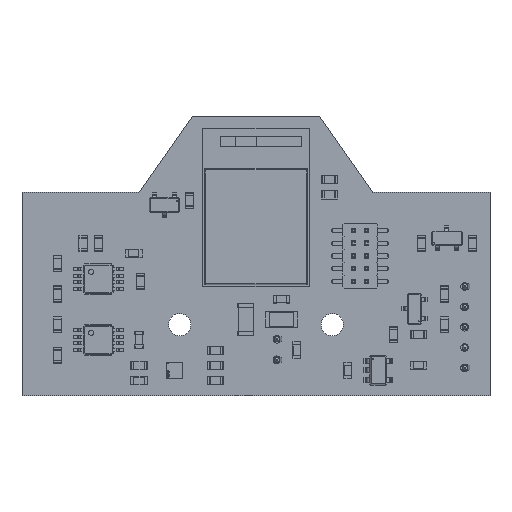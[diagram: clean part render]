
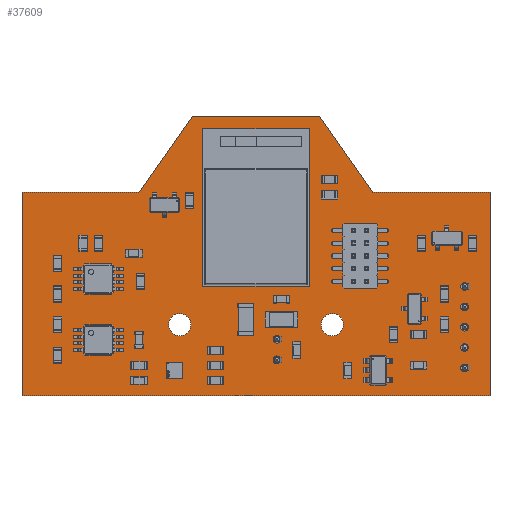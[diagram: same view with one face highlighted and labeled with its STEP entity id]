
A CAD part, top view. The second image highlights one B-rep face of the part: STEP entity #37609.
In plain terms, the highlighted planar face has unit normal (0, 0, 1).
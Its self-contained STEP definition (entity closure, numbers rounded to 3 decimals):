
#37366 = VERTEX_POINT('',#37367);
#37367 = CARTESIAN_POINT('',(34.5,20.,1.516));
#37373 = EDGE_CURVE('',#37366,#37374,#37376,.T.);
#37374 = VERTEX_POINT('',#37375);
#37375 = CARTESIAN_POINT('',(46.,20.,1.516));
#37376 = LINE('',#37377,#37378);
#37377 = CARTESIAN_POINT('',(34.5,20.,1.516));
#37378 = VECTOR('',#37379,1.);
#37379 = DIRECTION('',(1.,0.,0.));
#37406 = VERTEX_POINT('',#37407);
#37407 = CARTESIAN_POINT('',(29.25,27.5,1.516));
#37413 = EDGE_CURVE('',#37406,#37366,#37414,.T.);
#37414 = LINE('',#37415,#37416);
#37415 = CARTESIAN_POINT('',(29.25,27.5,1.516));
#37416 = VECTOR('',#37417,1.);
#37417 = DIRECTION('',(0.573,-0.819,0.));
#37435 = EDGE_CURVE('',#37374,#37436,#37438,.T.);
#37436 = VERTEX_POINT('',#37437);
#37437 = CARTESIAN_POINT('',(46.,0.,1.516));
#37438 = LINE('',#37439,#37440);
#37439 = CARTESIAN_POINT('',(46.,20.,1.516));
#37440 = VECTOR('',#37441,1.);
#37441 = DIRECTION('',(0.,-1.,0.));
#37609 = ADVANCED_FACE('',(#37610,#37653,#37664,#37675,#37686,#37697,
    #37708,#37719,#37730,#37741),#37752,.T.);
#37610 = FACE_BOUND('',#37611,.T.);
#37611 = EDGE_LOOP('',(#37612,#37613,#37614,#37622,#37630,#37638,#37646,
    #37652));
#37612 = ORIENTED_EDGE('',*,*,#37373,.F.);
#37613 = ORIENTED_EDGE('',*,*,#37413,.F.);
#37614 = ORIENTED_EDGE('',*,*,#37615,.F.);
#37615 = EDGE_CURVE('',#37616,#37406,#37618,.T.);
#37616 = VERTEX_POINT('',#37617);
#37617 = CARTESIAN_POINT('',(16.75,27.5,1.516));
#37618 = LINE('',#37619,#37620);
#37619 = CARTESIAN_POINT('',(16.75,27.5,1.516));
#37620 = VECTOR('',#37621,1.);
#37621 = DIRECTION('',(1.,0.,0.));
#37622 = ORIENTED_EDGE('',*,*,#37623,.F.);
#37623 = EDGE_CURVE('',#37624,#37616,#37626,.T.);
#37624 = VERTEX_POINT('',#37625);
#37625 = CARTESIAN_POINT('',(11.5,20.,1.516));
#37626 = LINE('',#37627,#37628);
#37627 = CARTESIAN_POINT('',(11.5,20.,1.516));
#37628 = VECTOR('',#37629,1.);
#37629 = DIRECTION('',(0.573,0.819,0.));
#37630 = ORIENTED_EDGE('',*,*,#37631,.F.);
#37631 = EDGE_CURVE('',#37632,#37624,#37634,.T.);
#37632 = VERTEX_POINT('',#37633);
#37633 = CARTESIAN_POINT('',(0.,20.,1.516));
#37634 = LINE('',#37635,#37636);
#37635 = CARTESIAN_POINT('',(0.,20.,1.516));
#37636 = VECTOR('',#37637,1.);
#37637 = DIRECTION('',(1.,0.,0.));
#37638 = ORIENTED_EDGE('',*,*,#37639,.F.);
#37639 = EDGE_CURVE('',#37640,#37632,#37642,.T.);
#37640 = VERTEX_POINT('',#37641);
#37641 = CARTESIAN_POINT('',(0.,0.,1.516));
#37642 = LINE('',#37643,#37644);
#37643 = CARTESIAN_POINT('',(0.,0.,1.516));
#37644 = VECTOR('',#37645,1.);
#37645 = DIRECTION('',(0.,1.,0.));
#37646 = ORIENTED_EDGE('',*,*,#37647,.F.);
#37647 = EDGE_CURVE('',#37436,#37640,#37648,.T.);
#37648 = LINE('',#37649,#37650);
#37649 = CARTESIAN_POINT('',(46.,0.,1.516));
#37650 = VECTOR('',#37651,1.);
#37651 = DIRECTION('',(-1.,0.,0.));
#37652 = ORIENTED_EDGE('',*,*,#37435,.F.);
#37653 = FACE_BOUND('',#37654,.T.);
#37654 = EDGE_LOOP('',(#37655));
#37655 = ORIENTED_EDGE('',*,*,#37656,.T.);
#37656 = EDGE_CURVE('',#37657,#37657,#37659,.T.);
#37657 = VERTEX_POINT('',#37658);
#37658 = CARTESIAN_POINT('',(25.05,3.175,1.516));
#37659 = CIRCLE('',#37660,0.375);
#37660 = AXIS2_PLACEMENT_3D('',#37661,#37662,#37663);
#37661 = CARTESIAN_POINT('',(25.05,3.55,1.516));
#37662 = DIRECTION('',(-0.,0.,-1.));
#37663 = DIRECTION('',(-0.,-1.,0.));
#37664 = FACE_BOUND('',#37665,.T.);
#37665 = EDGE_LOOP('',(#37666));
#37666 = ORIENTED_EDGE('',*,*,#37667,.T.);
#37667 = EDGE_CURVE('',#37668,#37668,#37670,.T.);
#37668 = VERTEX_POINT('',#37669);
#37669 = CARTESIAN_POINT('',(25.05,5.175,1.516));
#37670 = CIRCLE('',#37671,0.375);
#37671 = AXIS2_PLACEMENT_3D('',#37672,#37673,#37674);
#37672 = CARTESIAN_POINT('',(25.05,5.55,1.516));
#37673 = DIRECTION('',(-0.,0.,-1.));
#37674 = DIRECTION('',(-0.,-1.,0.));
#37675 = FACE_BOUND('',#37676,.T.);
#37676 = EDGE_LOOP('',(#37677));
#37677 = ORIENTED_EDGE('',*,*,#37678,.T.);
#37678 = EDGE_CURVE('',#37679,#37679,#37681,.T.);
#37679 = VERTEX_POINT('',#37680);
#37680 = CARTESIAN_POINT('',(43.5,2.375,1.516));
#37681 = CIRCLE('',#37682,0.375);
#37682 = AXIS2_PLACEMENT_3D('',#37683,#37684,#37685);
#37683 = CARTESIAN_POINT('',(43.5,2.75,1.516));
#37684 = DIRECTION('',(-0.,0.,-1.));
#37685 = DIRECTION('',(-0.,-1.,0.));
#37686 = FACE_BOUND('',#37687,.T.);
#37687 = EDGE_LOOP('',(#37688));
#37688 = ORIENTED_EDGE('',*,*,#37689,.T.);
#37689 = EDGE_CURVE('',#37690,#37690,#37692,.T.);
#37690 = VERTEX_POINT('',#37691);
#37691 = CARTESIAN_POINT('',(43.5,4.375,1.516));
#37692 = CIRCLE('',#37693,0.375);
#37693 = AXIS2_PLACEMENT_3D('',#37694,#37695,#37696);
#37694 = CARTESIAN_POINT('',(43.5,4.75,1.516));
#37695 = DIRECTION('',(-0.,0.,-1.));
#37696 = DIRECTION('',(-0.,-1.,0.));
#37697 = FACE_BOUND('',#37698,.T.);
#37698 = EDGE_LOOP('',(#37699));
#37699 = ORIENTED_EDGE('',*,*,#37700,.T.);
#37700 = EDGE_CURVE('',#37701,#37701,#37703,.T.);
#37701 = VERTEX_POINT('',#37702);
#37702 = CARTESIAN_POINT('',(15.5,5.9,1.516));
#37703 = CIRCLE('',#37704,1.1);
#37704 = AXIS2_PLACEMENT_3D('',#37705,#37706,#37707);
#37705 = CARTESIAN_POINT('',(15.5,7.,1.516));
#37706 = DIRECTION('',(-0.,0.,-1.));
#37707 = DIRECTION('',(-0.,-1.,0.));
#37708 = FACE_BOUND('',#37709,.T.);
#37709 = EDGE_LOOP('',(#37710));
#37710 = ORIENTED_EDGE('',*,*,#37711,.T.);
#37711 = EDGE_CURVE('',#37712,#37712,#37714,.T.);
#37712 = VERTEX_POINT('',#37713);
#37713 = CARTESIAN_POINT('',(30.5,5.9,1.516));
#37714 = CIRCLE('',#37715,1.1);
#37715 = AXIS2_PLACEMENT_3D('',#37716,#37717,#37718);
#37716 = CARTESIAN_POINT('',(30.5,7.,1.516));
#37717 = DIRECTION('',(-0.,0.,-1.));
#37718 = DIRECTION('',(-0.,-1.,0.));
#37719 = FACE_BOUND('',#37720,.T.);
#37720 = EDGE_LOOP('',(#37721));
#37721 = ORIENTED_EDGE('',*,*,#37722,.T.);
#37722 = EDGE_CURVE('',#37723,#37723,#37725,.T.);
#37723 = VERTEX_POINT('',#37724);
#37724 = CARTESIAN_POINT('',(43.5,6.375,1.516));
#37725 = CIRCLE('',#37726,0.375);
#37726 = AXIS2_PLACEMENT_3D('',#37727,#37728,#37729);
#37727 = CARTESIAN_POINT('',(43.5,6.75,1.516));
#37728 = DIRECTION('',(-0.,0.,-1.));
#37729 = DIRECTION('',(-0.,-1.,0.));
#37730 = FACE_BOUND('',#37731,.T.);
#37731 = EDGE_LOOP('',(#37732));
#37732 = ORIENTED_EDGE('',*,*,#37733,.T.);
#37733 = EDGE_CURVE('',#37734,#37734,#37736,.T.);
#37734 = VERTEX_POINT('',#37735);
#37735 = CARTESIAN_POINT('',(43.5,8.375,1.516));
#37736 = CIRCLE('',#37737,0.375);
#37737 = AXIS2_PLACEMENT_3D('',#37738,#37739,#37740);
#37738 = CARTESIAN_POINT('',(43.5,8.75,1.516));
#37739 = DIRECTION('',(-0.,0.,-1.));
#37740 = DIRECTION('',(-0.,-1.,0.));
#37741 = FACE_BOUND('',#37742,.T.);
#37742 = EDGE_LOOP('',(#37743));
#37743 = ORIENTED_EDGE('',*,*,#37744,.T.);
#37744 = EDGE_CURVE('',#37745,#37745,#37747,.T.);
#37745 = VERTEX_POINT('',#37746);
#37746 = CARTESIAN_POINT('',(43.5,10.375,1.516));
#37747 = CIRCLE('',#37748,0.375);
#37748 = AXIS2_PLACEMENT_3D('',#37749,#37750,#37751);
#37749 = CARTESIAN_POINT('',(43.5,10.75,1.516));
#37750 = DIRECTION('',(-0.,0.,-1.));
#37751 = DIRECTION('',(-0.,-1.,0.));
#37752 = PLANE('',#37753);
#37753 = AXIS2_PLACEMENT_3D('',#37754,#37755,#37756);
#37754 = CARTESIAN_POINT('',(0.,0.,1.516));
#37755 = DIRECTION('',(0.,0.,1.));
#37756 = DIRECTION('',(1.,0.,-0.));
